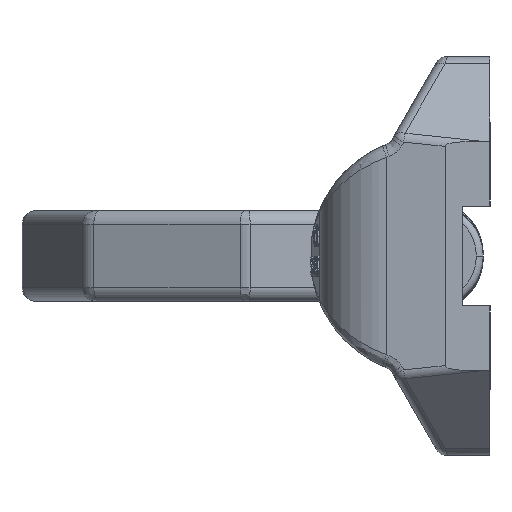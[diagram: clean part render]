
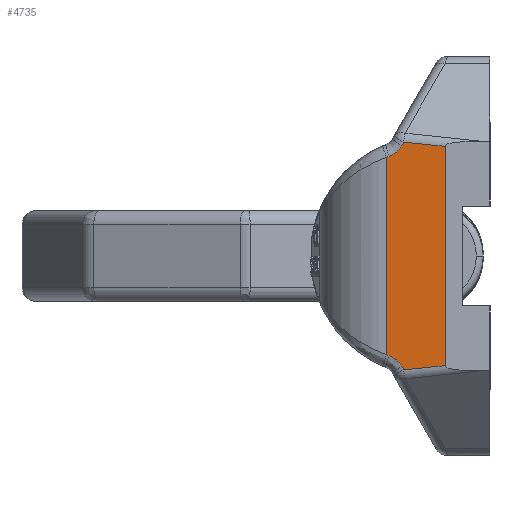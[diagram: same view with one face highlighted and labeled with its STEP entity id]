
A CAD part, left-side view. The second image highlights one B-rep face of the part: STEP entity #4735.
In plain terms, the highlighted planar face has unit normal (-0.995, 0.104, 0).
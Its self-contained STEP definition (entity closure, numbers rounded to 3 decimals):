
#115=DIRECTION('',(0.,0.,1.));
#116=VECTOR('',#115,48.292);
#117=CARTESIAN_POINT('',(-36.3,9.9,-24.146));
#118=LINE('',#117,#116);
#139=DIRECTION('',(-0.104,-0.989,0.104));
#140=VECTOR('',#139,9.222);
#141=CARTESIAN_POINT('',(-35.341,19.021,-25.105));
#142=LINE('',#141,#140);
#166=CARTESIAN_POINT('',(-34.946,22.786,-21.745));
#167=CARTESIAN_POINT('',(-34.956,22.687,-21.787));
#168=CARTESIAN_POINT('',(-34.977,22.491,-21.87));
#169=CARTESIAN_POINT('',(-34.997,22.293,-21.95));
#170=CARTESIAN_POINT('',(-35.008,22.194,-21.989));
#188=CARTESIAN_POINT('',(-35.008,22.194,-21.989));
#189=CARTESIAN_POINT('',(-35.038,21.907,-22.103));
#190=CARTESIAN_POINT('',(-35.096,21.359,-22.375));
#191=CARTESIAN_POINT('',(-35.175,20.605,-22.921));
#192=CARTESIAN_POINT('',(-35.243,19.956,-23.586));
#193=CARTESIAN_POINT('',(-35.28,19.609,-24.087));
#194=CARTESIAN_POINT('',(-35.296,19.455,-24.353));
#204=DIRECTION('',(-0.052,-0.499,-0.865));
#205=VECTOR('',#204,0.869);
#206=CARTESIAN_POINT('',(-35.296,19.455,-24.353));
#207=LINE('',#206,#205);
#1298=DIRECTION('',(0.,0.,-1.));
#1299=VECTOR('',#1298,43.491);
#1300=CARTESIAN_POINT('',(-34.946,22.786,21.745));
#1301=LINE('',#1300,#1299);
#1326=CARTESIAN_POINT('',(-34.946,22.786,21.745));
#1452=DIRECTION('',(-0.052,-0.499,0.865));
#1453=VECTOR('',#1452,0.869);
#1454=CARTESIAN_POINT('',(-35.296,19.455,24.353));
#1455=LINE('',#1454,#1453);
#1547=DIRECTION('',(-0.104,-0.989,-0.104));
#1548=VECTOR('',#1547,9.222);
#1549=CARTESIAN_POINT('',(-35.341,19.021,25.105));
#1550=LINE('',#1549,#1548);
#1564=CARTESIAN_POINT('',(-35.008,22.194,21.989));
#1565=CARTESIAN_POINT('',(-35.038,21.906,22.103));
#1566=CARTESIAN_POINT('',(-35.096,21.359,22.375));
#1567=CARTESIAN_POINT('',(-35.175,20.606,22.921));
#1568=CARTESIAN_POINT('',(-35.243,19.957,23.586));
#1569=CARTESIAN_POINT('',(-35.28,19.609,24.087));
#1570=CARTESIAN_POINT('',(-35.296,19.455,24.353));
#1612=CARTESIAN_POINT('',(-34.946,22.786,21.745));
#1613=CARTESIAN_POINT('',(-34.956,22.687,21.787));
#1614=CARTESIAN_POINT('',(-34.977,22.491,21.87));
#1615=CARTESIAN_POINT('',(-34.997,22.293,21.95));
#1616=CARTESIAN_POINT('',(-35.008,22.194,21.989));
#3519=VERTEX_POINT('',#166);
#3520=VERTEX_POINT('',#170);
#3539=CARTESIAN_POINT('',(-35.296,19.455,
-24.353));
#3540=CARTESIAN_POINT('',(-35.341,19.021,
-25.105));
#3541=VERTEX_POINT('',#3539);
#3542=VERTEX_POINT('',#3540);
#3549=CARTESIAN_POINT('',(-36.3,9.9,-24.146));
#3550=VERTEX_POINT('',#3549);
#3554=CARTESIAN_POINT('',(-36.3,9.9,24.146));
#3555=VERTEX_POINT('',#3554);
#3816=VERTEX_POINT('',#1326);
#3818=VERTEX_POINT('',#1616);
#3820=VERTEX_POINT('',#1570);
#3823=CARTESIAN_POINT('',(-35.341,19.021,25.105));
#3824=VERTEX_POINT('',#3823);
#4710=CARTESIAN_POINT('',(-36.3,9.9,52.8));
#4711=DIRECTION('',(0.995,-0.105,0.));
#4712=DIRECTION('',(0.105,0.995,0.));
#4713=AXIS2_PLACEMENT_3D('',#4710,#4711,#4712);
#4714=PLANE('',#4713);
#4716=ORIENTED_EDGE('',*,*,#4715,.F.);
#4718=ORIENTED_EDGE('',*,*,#4717,.F.);
#4720=ORIENTED_EDGE('',*,*,#4719,.T.);
#4722=ORIENTED_EDGE('',*,*,#4721,.T.);
#4724=ORIENTED_EDGE('',*,*,#4723,.T.);
#4726=ORIENTED_EDGE('',*,*,#4725,.T.);
#4727=ORIENTED_EDGE('',*,*,#4666,.F.);
#4728=ORIENTED_EDGE('',*,*,#4701,.F.);
#4730=ORIENTED_EDGE('',*,*,#4729,.F.);
#4732=ORIENTED_EDGE('',*,*,#4731,.F.);
#4733=EDGE_LOOP('',(#4716,#4718,#4720,#4722,#4724,#4726,#4727,#4728,#4730,
#4732));
#4734=FACE_OUTER_BOUND('',#4733,.F.);
#4735=ADVANCED_FACE('',(#4734),#4714,.F.);
#171=B_SPLINE_CURVE_WITH_KNOTS('',3,(#166,#167,#168,#169,#170),.UNSPECIFIED.,
.F.,.F.,(4,1,4),(0.,0.5,1.),.UNSPECIFIED.);
#195=B_SPLINE_CURVE_WITH_KNOTS('',3,(#188,#189,#190,#191,#192,#193,#194),
.UNSPECIFIED.,.F.,.F.,(4,1,1,1,4),(0.,0.25,0.5,0.75,1.),
.UNSPECIFIED.);
#1571=B_SPLINE_CURVE_WITH_KNOTS('',3,(#1564,#1565,#1566,#1567,#1568,#1569,
#1570),.UNSPECIFIED.,.F.,.F.,(4,1,1,1,4),(0.,0.25,0.5,0.75,1.),
.UNSPECIFIED.);
#1617=B_SPLINE_CURVE_WITH_KNOTS('',3,(#1612,#1613,#1614,#1615,#1616),
.UNSPECIFIED.,.F.,.F.,(4,1,4),(0.,0.5,1.),.UNSPECIFIED.);
#4666=EDGE_CURVE('',#3550,#3555,#118,.T.);
#4701=EDGE_CURVE('',#3542,#3550,#142,.T.);
#4715=EDGE_CURVE('',#3519,#3520,#171,.T.);
#4717=EDGE_CURVE('',#3816,#3519,#1301,.T.);
#4719=EDGE_CURVE('',#3816,#3818,#1617,.T.);
#4721=EDGE_CURVE('',#3818,#3820,#1571,.T.);
#4723=EDGE_CURVE('',#3820,#3824,#1455,.T.);
#4725=EDGE_CURVE('',#3824,#3555,#1550,.T.);
#4729=EDGE_CURVE('',#3541,#3542,#207,.T.);
#4731=EDGE_CURVE('',#3520,#3541,#195,.T.);
